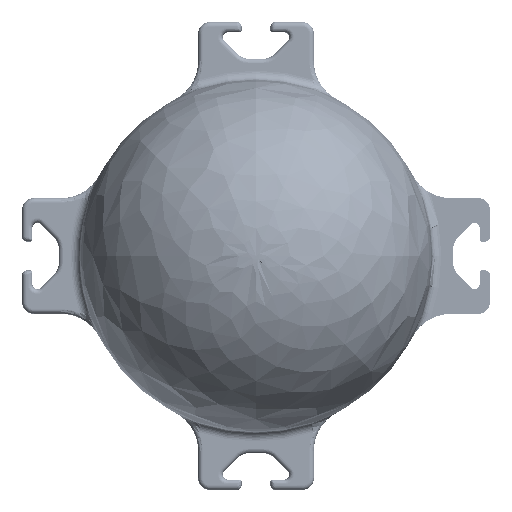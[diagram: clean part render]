
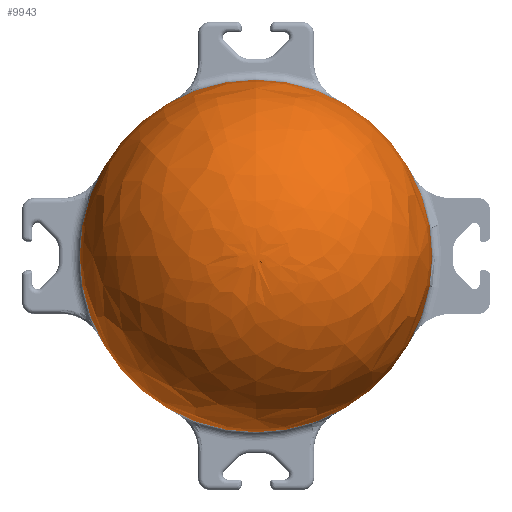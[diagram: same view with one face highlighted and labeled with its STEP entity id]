
A CAD part, front view. The second image highlights one B-rep face of the part: STEP entity #9943.
In plain terms, the highlighted free-form (B-spline) face has degree [2, 2] with [5, 9] control points.
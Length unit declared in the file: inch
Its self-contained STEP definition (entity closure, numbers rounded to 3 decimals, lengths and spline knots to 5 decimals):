
#2149=(
BOUNDED_SURFACE()
B_SPLINE_SURFACE(2,2,((#14950,#14951,#14952,#14953,#14954,#14955,#14956,
#14957,#14958),(#14959,#14960,#14961,#14962,#14963,#14964,#14965,#14966,
#14967),(#14968,#14969,#14970,#14971,#14972,#14973,#14974,#14975,#14976),
(#14977,#14978,#14979,#14980,#14981,#14982,#14983,#14984,#14985),(#14986,
#14987,#14988,#14989,#14990,#14991,#14992,#14993,#14994)),.UNSPECIFIED.,
 .F.,.T.,.F.)
B_SPLINE_SURFACE_WITH_KNOTS((3,2,3),(3,2,2,2,3),(-0.0084,0.7854,
1.5792),(-3.14159,-1.5708,0.,1.5708,
3.14159),.UNSPECIFIED.)
GEOMETRIC_REPRESENTATION_ITEM()
RATIONAL_B_SPLINE_SURFACE(((1.,0.707,1.,0.707,1.,
0.707,1.,0.707,1.),(0.922,0.652,
0.922,0.652,0.922,0.652,
0.922,0.652,0.922),(1.,0.707,
1.,0.707,1.,0.707,1.,0.707,1.),(0.922,
0.652,0.922,0.652,0.922,
0.652,0.922,0.652,0.922),
(1.,0.707,1.,0.707,1.,0.707,1.,0.707,
1.)))
REPRESENTATION_ITEM('')
SURFACE()
);
#2245=FACE_OUTER_BOUND('',#2880,.T.);
#2880=EDGE_LOOP('',(#6698,#6699,#6700,#6701));
#3564=CIRCLE('',#10668,1.2);
#3565=CIRCLE('',#10669,1.2);
#3567=CIRCLE('',#10671,1.19004);
#4144=VERTEX_POINT('',#14945);
#4145=VERTEX_POINT('',#14946);
#4146=VERTEX_POINT('',#14995);
#5120=EDGE_CURVE('',#4144,#4145,#3564,.T.);
#5121=EDGE_CURVE('',#4145,#4144,#3565,.T.);
#5123=EDGE_CURVE('',#4146,#4145,#3567,.T.);
#6698=ORIENTED_EDGE('',*,*,#5123,.T.);
#6699=ORIENTED_EDGE('',*,*,#5121,.T.);
#6700=ORIENTED_EDGE('',*,*,#5120,.T.);
#6701=ORIENTED_EDGE('',*,*,#5123,.F.);
#9943=ADVANCED_FACE('',(#2245),#2149,.F.);
#10668=AXIS2_PLACEMENT_3D('',#14947,#11916,#11917);
#10669=AXIS2_PLACEMENT_3D('',#14948,#11918,#11919);
#10671=AXIS2_PLACEMENT_3D('',#14996,#11922,#11923);
#11916=DIRECTION('center_axis',(0.,-1.,0.));
#11917=DIRECTION('ref_axis',(1.,0.,0.));
#11918=DIRECTION('center_axis',(0.,-1.,0.));
#11919=DIRECTION('ref_axis',(1.,0.,0.));
#11922=DIRECTION('center_axis',(-1.,0.,0.));
#11923=DIRECTION('ref_axis',(0.,0.,1.));
#14945=CARTESIAN_POINT('',(1.2,-0.1,0.));
#14946=CARTESIAN_POINT('',(0.,-0.1,1.2));
#14947=CARTESIAN_POINT('Origin',(0.,-0.1,0.));
#14948=CARTESIAN_POINT('Origin',(0.,-0.1,0.));
#14950=CARTESIAN_POINT('Ctrl Pts',(0.,-0.1,1.2));
#14951=CARTESIAN_POINT('Ctrl Pts',(-1.2,-0.1,1.2));
#14952=CARTESIAN_POINT('Ctrl Pts',(-1.2,-0.1,0.));
#14953=CARTESIAN_POINT('Ctrl Pts',(-1.2,-0.1,-1.2));
#14954=CARTESIAN_POINT('Ctrl Pts',(0.,-0.1,-1.2));
#14955=CARTESIAN_POINT('Ctrl Pts',(1.2,-0.1,-1.2));
#14956=CARTESIAN_POINT('Ctrl Pts',(1.2,-0.1,0.));
#14957=CARTESIAN_POINT('Ctrl Pts',(1.2,-0.1,1.2));
#14958=CARTESIAN_POINT('Ctrl Pts',(0.,-0.1,1.2));
#14959=CARTESIAN_POINT('Ctrl Pts',(0.,-0.59878,1.20419));
#14960=CARTESIAN_POINT('Ctrl Pts',(-1.20419,-0.59878,
1.20419));
#14961=CARTESIAN_POINT('Ctrl Pts',(-1.20419,-0.59878,
0.));
#14962=CARTESIAN_POINT('Ctrl Pts',(-1.20419,-0.59878,
-1.20419));
#14963=CARTESIAN_POINT('Ctrl Pts',(0.,-0.59878,-1.20419));
#14964=CARTESIAN_POINT('Ctrl Pts',(1.20419,-0.59878,
-1.20419));
#14965=CARTESIAN_POINT('Ctrl Pts',(1.20419,-0.59878,
0.));
#14966=CARTESIAN_POINT('Ctrl Pts',(1.20419,-0.59878,
1.20419));
#14967=CARTESIAN_POINT('Ctrl Pts',(0.,-0.59878,1.20419));
#14968=CARTESIAN_POINT('Ctrl Pts',(0.,-0.95149,0.85149));
#14969=CARTESIAN_POINT('Ctrl Pts',(-0.85149,-0.95149,
0.85149));
#14970=CARTESIAN_POINT('Ctrl Pts',(-0.85149,-0.95149,
0.));
#14971=CARTESIAN_POINT('Ctrl Pts',(-0.85149,-0.95149,
-0.85149));
#14972=CARTESIAN_POINT('Ctrl Pts',(0.,-0.95149,-0.85149));
#14973=CARTESIAN_POINT('Ctrl Pts',(0.85149,-0.95149,-0.85149));
#14974=CARTESIAN_POINT('Ctrl Pts',(0.85149,-0.95149,0.));
#14975=CARTESIAN_POINT('Ctrl Pts',(0.85149,-0.95149,0.85149));
#14976=CARTESIAN_POINT('Ctrl Pts',(0.,-0.95149,0.85149));
#14977=CARTESIAN_POINT('Ctrl Pts',(0.,-1.30419,0.49878));
#14978=CARTESIAN_POINT('Ctrl Pts',(-0.49878,-1.30419,
0.49878));
#14979=CARTESIAN_POINT('Ctrl Pts',(-0.49878,-1.30419,
0.));
#14980=CARTESIAN_POINT('Ctrl Pts',(-0.49878,-1.30419,
-0.49878));
#14981=CARTESIAN_POINT('Ctrl Pts',(0.,-1.30419,-0.49878));
#14982=CARTESIAN_POINT('Ctrl Pts',(0.49878,-1.30419,-0.49878));
#14983=CARTESIAN_POINT('Ctrl Pts',(0.49878,-1.30419,0.));
#14984=CARTESIAN_POINT('Ctrl Pts',(0.49878,-1.30419,0.49878));
#14985=CARTESIAN_POINT('Ctrl Pts',(0.,-1.30419,0.49878));
#14986=CARTESIAN_POINT('Ctrl Pts',(0.,-1.3,0.));
#14987=CARTESIAN_POINT('Ctrl Pts',(0.,-1.3,
0.));
#14988=CARTESIAN_POINT('Ctrl Pts',(0.,-1.3,
0.));
#14989=CARTESIAN_POINT('Ctrl Pts',(0.,-1.3,
0.));
#14990=CARTESIAN_POINT('Ctrl Pts',(0.,-1.3,0.));
#14991=CARTESIAN_POINT('Ctrl Pts',(0.,-1.3,
0.));
#14992=CARTESIAN_POINT('Ctrl Pts',(0.,-1.3,
0.));
#14993=CARTESIAN_POINT('Ctrl Pts',(0.,-1.3,
0.));
#14994=CARTESIAN_POINT('Ctrl Pts',(0.,-1.3,0.));
#14995=CARTESIAN_POINT('',(0.,-1.3,0.));
#14996=CARTESIAN_POINT('Origin',(0.,-0.11,
0.01));
